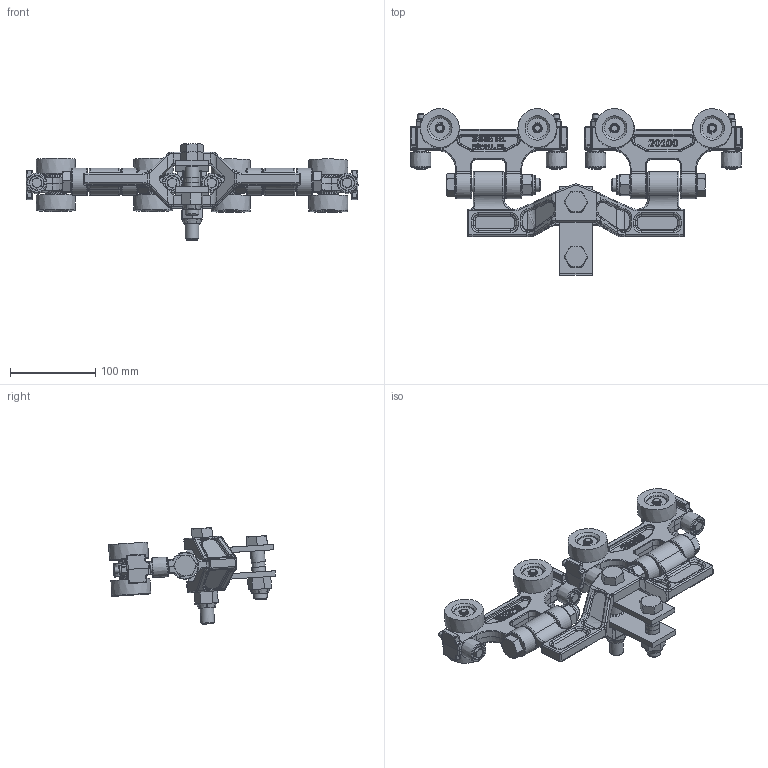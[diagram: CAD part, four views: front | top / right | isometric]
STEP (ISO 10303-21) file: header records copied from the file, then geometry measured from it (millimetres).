
FILE_DESCRIPTION((''),'2;1');
FILE_NAME('25330 ETA-4-5 DUAL HOIST TROLLEY.stp','2011-03-07T16:01:04',('jholman'),(''),'Autodesk Inventor 2009','Autodesk Inventor 2009','');
FILE_SCHEMA(('AUTOMOTIVE_DESIGN { 1 0 10303 214 1 1 1 1 }'));
Length unit declared in the file: inch
Products named in the file (27): 3D11KJB4C; 3D1155B4C; 20100; 59790M; 59790_2; 3D11D6B4A; 3D11F6B4A; 3D1185B4B; 3D11N9B4B; 3D11N7B4C; 3D11V6B4B; Hex Cap Screw - Metric M16 x 100; 3D11SWF4A; 3D11QWF4A; 3D11RWF4A; 3D11TWF4A; 3D11UWF4A; 3D110XF4B; 3D11Q9B4A; 3D1191G4A; 3D11JJB4C; Welds_2; 3D11HJB4C; 3D11IJB4A; Hex Bolt - UNC (Regular Thread - Inch) 5/8-11 UNC - 4; 3D11Y3B4A; Hex Bolt - UNC (Regular Thread - Inch) 5/8-11 UNC - 2.5
Assembly tree (41 placements, depth 4):
  3D11KJB4C
    3D1155B4C
    20100  x2
      59790M
        59790_2
      3D11D6B4A
      3D11F6B4A
      3D1185B4B
      3D11N9B4B
        3D11N7B4C
        3D11V6B4B
      Hex Cap Screw - Metric M16 x 100
      3D11SWF4A
        3D11QWF4A
        3D11RWF4A
        3D11TWF4A  x2
        3D11UWF4A
      3D110XF4B
      3D11Q9B4A
      3D1191G4A
    3D11JJB4C
      Welds_2
      3D11HJB4C  x2
      3D11IJB4A
    Hex Bolt - UNC (Regular Thread - Inch) 5/8-11 UNC - 4
    3D11Y3B4A  x2
    Hex Bolt - UNC (Regular Thread - Inch) 5/8-11 UNC - 2.5
Bounding box: 388.94 x 195.43 x 113.27 mm (x, y, z)
Volume: 871324.3 mm3; surface area: 294325.7 mm2
Topology: 76 solids, 76 shells, 3200 faces, 7504 edges, 4510 vertices
Faces by surface type: plane 1012, bspline 940, cylinder 746, cone 252, torus 218, sphere 32
Full cylindrical faces by diameter (mm): 6.909 x4, 7 x8, 7.036 x4, 7.099 x4, 7.137 x4, 10.249 x4, 11.176 x4, 12 x4, 13.386 x2, 15.011 x4, 15.875 x2, 16 x2, 16.307 x2, 16.669 x5, 16.866 x8, 16.993 x8, 17 x8, 17.374 x2, 19.05 x3, 22.49 x2, 23.114 x2, 23.813 x18, 28.6 x16
Entity records: 59369 total; most frequent: CARTESIAN_POINT 25830, ORIENTED_EDGE 6934, DIRECTION 6426, EDGE_CURVE 3467, AXIS2_PLACEMENT_3D 2517, VERTEX_POINT 2131, EDGE_LOOP 1726, FACE_OUTER_BOUND 1524
